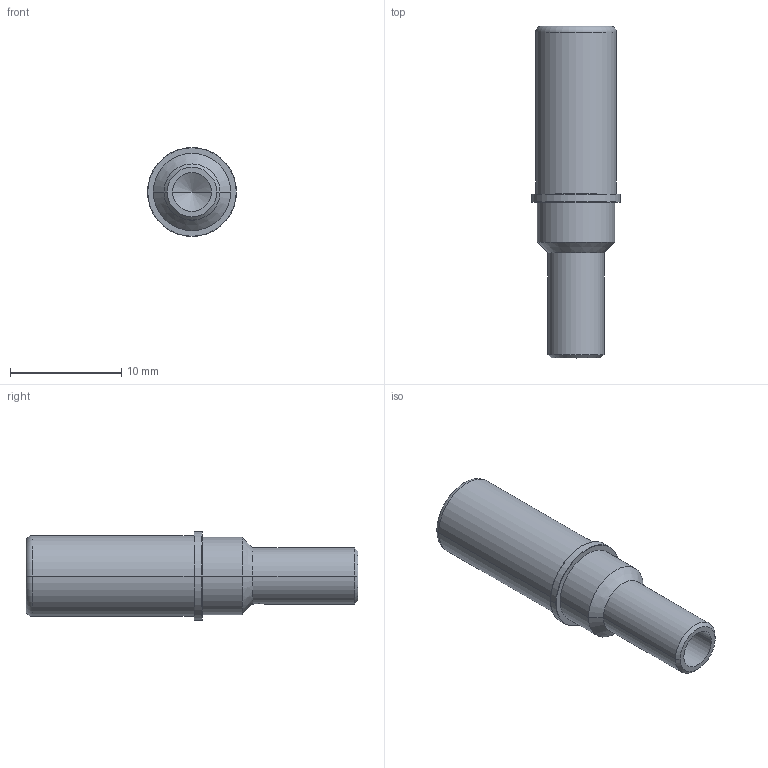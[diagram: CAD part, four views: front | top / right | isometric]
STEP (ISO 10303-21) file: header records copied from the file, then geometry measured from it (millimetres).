
FILE_DESCRIPTION((''),'2;1');
FILE_NAME('30212067000CTF','2020-09-17T',('presta_be4'),(''),'CREO PARAMETRIC BY PTC INC, 2018360','CREO PARAMETRIC BY PTC INC, 2018360','');
FILE_SCHEMA(('CONFIG_CONTROL_DESIGN'));
Length unit declared in the file: millimetre
Products named in the file (1): 30212067000CTF
Bounding box: 8 x 29.83 x 8 mm (x, y, z)
Volume: 572.9 mm3; surface area: 1624.6 mm2
Topology: 1 solids, 1 shells, 108 faces, 258 edges, 156 vertices
Faces by surface type: cone 34, plane 26, cylinder 26, torus 22
Entity records: 3406 total; most frequent: CARTESIAN_POINT 926, DIRECTION 524, ORIENTED_EDGE 508, EDGE_CURVE 254, AXIS2_PLACEMENT_3D 238, VERTEX_POINT 156, CIRCLE 130, EDGE_LOOP 118
